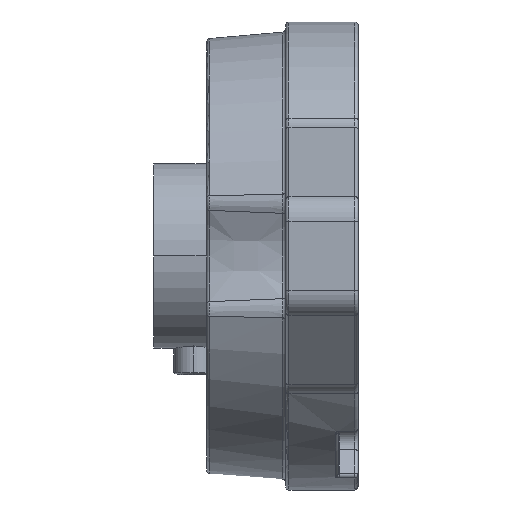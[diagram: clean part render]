
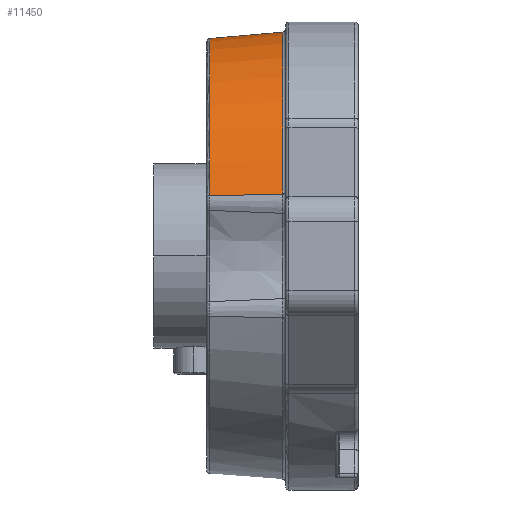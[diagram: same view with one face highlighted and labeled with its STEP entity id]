
A CAD part, left-side view. The second image highlights one B-rep face of the part: STEP entity #11450.
In plain terms, the highlighted conical face has half-angle 5 degrees and reference radius 17 mm.
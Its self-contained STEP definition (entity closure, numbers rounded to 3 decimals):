
#653 = ORIENTED_EDGE ( 'NONE', *, *, #26945, .F. ) ;
#913 = CARTESIAN_POINT ( 'NONE',  ( 0., 11.272, 16.495 ) ) ;
#3413 = VERTEX_POINT ( 'NONE', #24525 ) ;
#4321 = VERTEX_POINT ( 'NONE', #25086 ) ;
#4465 = VECTOR ( 'NONE', #8722, 1000. ) ;
#5219 = EDGE_CURVE ( 'NONE', #26441, #3413, #27439, .T. ) ;
#5452 = CARTESIAN_POINT ( 'NONE',  ( 0., 5.728, 0. ) ) ;
#6523 = ORIENTED_EDGE ( 'NONE', *, *, #5219, .T. ) ;
#6805 = DIRECTION ( 'NONE',  ( 0., 0., 1. ) ) ;
#7850 = DIRECTION ( 'NONE',  ( 0., 0., 1. ) ) ;
#8116 = CONICAL_SURFACE ( 'NONE', #18923, 17., 0.087 ) ;
#8722 = DIRECTION ( 'NONE',  ( -0.084, -0.996, 0.024 ) ) ;
#10934 = AXIS2_PLACEMENT_3D ( 'NONE', #5452, #22225, #7850 ) ;
#11450 = ADVANCED_FACE ( 'NONE', ( #21644 ), #8116, .T. ) ;
#12107 = VERTEX_POINT ( 'NONE', #913 ) ;
#12679 = DIRECTION ( 'NONE',  ( 0., -0.996, 0.087 ) ) ;
#13143 = CARTESIAN_POINT ( 'NONE',  ( 0., 11.272, 0. ) ) ;
#13989 = DIRECTION ( 'NONE',  ( 0., -1., 0. ) ) ;
#15406 = CARTESIAN_POINT ( 'NONE',  ( 0., 5.5, 17. ) ) ;
#15555 = DIRECTION ( 'NONE',  ( 0., 0., 1. ) ) ;
#16331 = EDGE_CURVE ( 'NONE', #4321, #26441, #29987, .T. ) ;
#17048 = VECTOR ( 'NONE', #12679, 1000. ) ;
#17427 = CIRCLE ( 'NONE', #19467, 16.495 ) ;
#18923 = AXIS2_PLACEMENT_3D ( 'NONE', #23577, #13989, #6805 ) ;
#18947 = ORIENTED_EDGE ( 'NONE', *, *, #16331, .T. ) ;
#19467 = AXIS2_PLACEMENT_3D ( 'NONE', #13143, #29917, #15555 ) ;
#20447 = EDGE_LOOP ( 'NONE', ( #653, #26585, #18947, #6523 ) ) ;
#21644 = FACE_OUTER_BOUND ( 'NONE', #20447, .T. ) ;
#22225 = DIRECTION ( 'NONE',  ( 0., 1., 0. ) ) ;
#22635 = LINE ( 'NONE', #15406, #17048 ) ;
#23090 = CARTESIAN_POINT ( 'NONE',  ( -16.336, 5.5, 4.704 ) ) ;
#23577 = CARTESIAN_POINT ( 'NONE',  ( 0., 5.5, 0. ) ) ;
#24525 = CARTESIAN_POINT ( 'NONE',  ( 0., 5.728, 16.98 ) ) ;
#25086 = CARTESIAN_POINT ( 'NONE',  ( -15.851, 11.272, 4.564 ) ) ;
#26441 = VERTEX_POINT ( 'NONE', #27687 ) ;
#26585 = ORIENTED_EDGE ( 'NONE', *, *, #27469, .T. ) ;
#26945 = EDGE_CURVE ( 'NONE', #12107, #3413, #22635, .T. ) ;
#27439 = CIRCLE ( 'NONE', #10934, 16.98 ) ;
#27469 = EDGE_CURVE ( 'NONE', #12107, #4321, #17427, .T. ) ;
#27687 = CARTESIAN_POINT ( 'NONE',  ( -16.317, 5.728, 4.699 ) ) ;
#29917 = DIRECTION ( 'NONE',  ( 0., -1., 0. ) ) ;
#29987 = LINE ( 'NONE', #23090, #4465 ) ;
